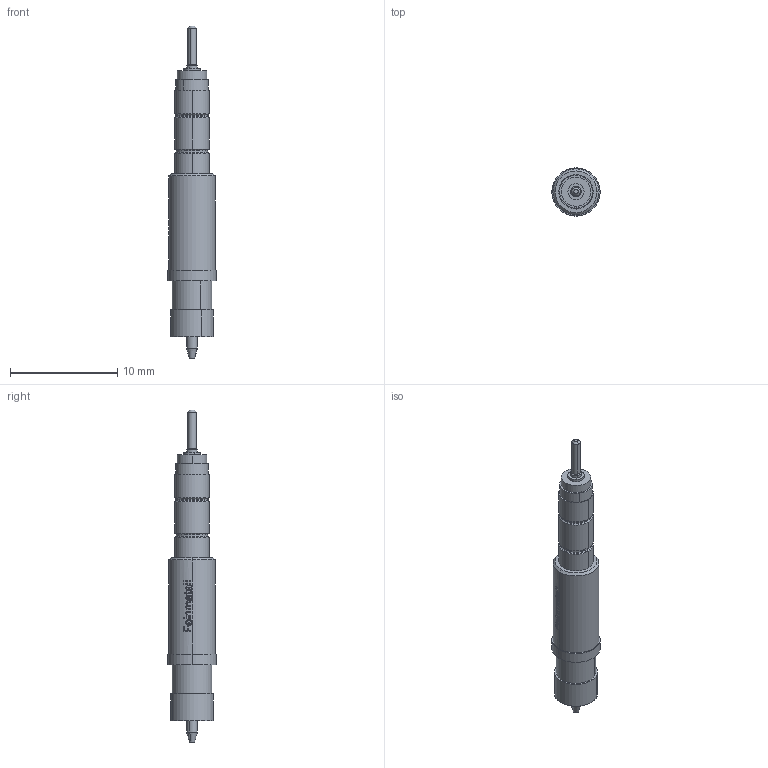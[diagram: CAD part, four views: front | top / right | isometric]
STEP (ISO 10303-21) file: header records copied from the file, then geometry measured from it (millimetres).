
FILE_DESCRIPTION (( 'STEP AP203' ), '1' );
FILE_NAME ('MOD-F82239S0001Lxxx.step', '2015-07-09T11:39:41', ( 'firstrun' ), ( 'Hewlett-Packard Company' ), 'SwSTEP 2.0', 'SolidWorks 2012', '' );
FILE_SCHEMA (( 'CONFIG_CONTROL_DESIGN' ));
Length unit declared in the file: millimetre
Products named in the file (1): MOD-F82239S0001Lxxx
Bounding box: 4.5 x 4.5 x 31 mm (x, y, z)
Volume: 249.9 mm3; surface area: 572.2 mm2
Topology: 3 solids, 3 shells, 237 faces, 579 edges, 364 vertices
Faces by surface type: plane 79, cylinder 64, bspline 62, cone 24, torus 8
Entity records: 9541 total; most frequent: CARTESIAN_POINT 4360, ORIENTED_EDGE 1158, DIRECTION 894, EDGE_CURVE 579, VERTEX_POINT 364, AXIS2_PLACEMENT_3D 352, EDGE_LOOP 253, ADVANCED_FACE 237
